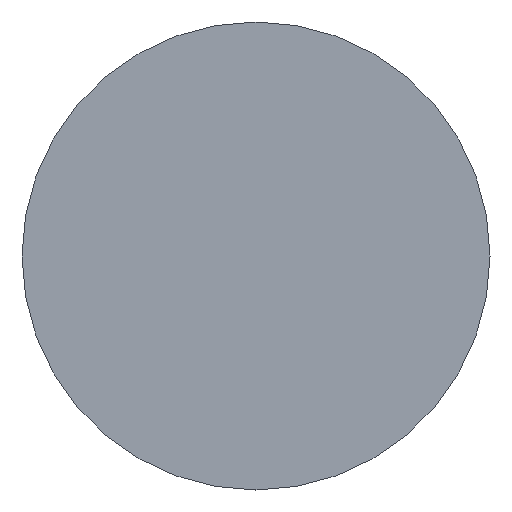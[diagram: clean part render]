
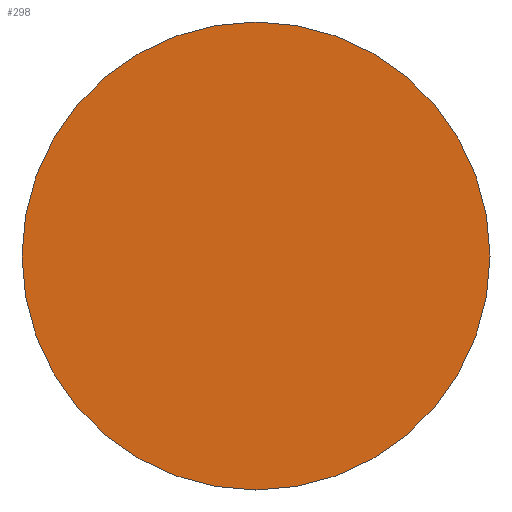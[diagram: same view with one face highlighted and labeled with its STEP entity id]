
A CAD part, front view. The second image highlights one B-rep face of the part: STEP entity #298.
In plain terms, the highlighted planar face has unit normal (0, -1, 0).
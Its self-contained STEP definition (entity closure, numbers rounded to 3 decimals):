
#41 = EDGE_CURVE ( 'NONE', #916, #710, #724, .T. ) ;
#177 = DIRECTION ( 'NONE',  ( 1., 0., 0. ) ) ;
#205 = EDGE_CURVE ( 'NONE', #710, #916, #935, .T. ) ;
#241 = ORIENTED_EDGE ( 'NONE', *, *, #41, .T. ) ;
#275 = ORIENTED_EDGE ( 'NONE', *, *, #205, .T. ) ;
#298 = ADVANCED_FACE ( 'NONE', ( #1180 ), #732, .T. ) ;
#398 = CARTESIAN_POINT ( 'NONE',  ( -5.432, 0.002, 0. ) ) ;
#414 = CARTESIAN_POINT ( 'NONE',  ( -5.432, 0.002, 0. ) ) ;
#613 = DIRECTION ( 'NONE',  ( 0., -1., 0. ) ) ;
#710 = VERTEX_POINT ( 'NONE', #1149 ) ;
#724 = CIRCLE ( 'NONE', #905, 4.2 ) ;
#732 = PLANE ( 'NONE',  #1018 ) ;
#905 = AXIS2_PLACEMENT_3D ( 'NONE', #398, #613, #1057 ) ;
#916 = VERTEX_POINT ( 'NONE', #1390 ) ;
#935 = CIRCLE ( 'NONE', #1385, 4.2 ) ;
#970 = DIRECTION ( 'NONE',  ( 0., -1., 0. ) ) ;
#995 = DIRECTION ( 'NONE',  ( 1., 0., 0. ) ) ;
#1018 = AXIS2_PLACEMENT_3D ( 'NONE', #414, #970, #177 ) ;
#1057 = DIRECTION ( 'NONE',  ( 1., 0., 0. ) ) ;
#1102 = DIRECTION ( 'NONE',  ( 0., -1., 0. ) ) ;
#1149 = CARTESIAN_POINT ( 'NONE',  ( -9.632, 0.002, 0. ) ) ;
#1180 = FACE_OUTER_BOUND ( 'NONE', #1190, .T. ) ;
#1190 = EDGE_LOOP ( 'NONE', ( #241, #275 ) ) ;
#1332 = CARTESIAN_POINT ( 'NONE',  ( -5.432, 0.002, 0. ) ) ;
#1385 = AXIS2_PLACEMENT_3D ( 'NONE', #1332, #1102, #995 ) ;
#1390 = CARTESIAN_POINT ( 'NONE',  ( -1.232, 0.002, 0. ) ) ;
